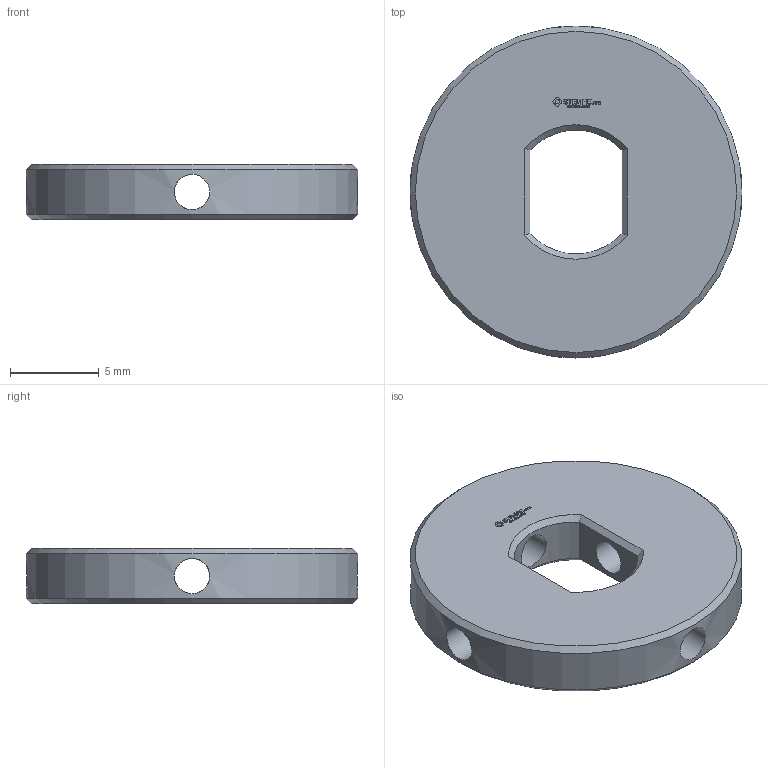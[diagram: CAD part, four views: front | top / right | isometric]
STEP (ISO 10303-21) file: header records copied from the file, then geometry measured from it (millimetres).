
FILE_DESCRIPTION(('FreeCAD Model'),'2;1');
FILE_NAME('Open CASCADE Shape Model','2024-03-12T23:25:45',(''),(''), 'Open CASCADE STEP processor 7.6','FreeCAD','Unknown');
FILE_SCHEMA(('AUTOMOTIVE_DESIGN { 1 0 10303 214 1 1 1 1 }'));
Length unit declared in the file: millimetre
Products named in the file (1): Shaft Collar IDX BU01.50x00.25 - SPN-SCL-0009 (stemfie.org)
Bounding box: 18.75 x 18.75 x 3.12 mm (x, y, z)
Volume: 673.9 mm3; surface area: 843.7 mm2
Topology: 1 solids, 1 shells, 515 faces, 1436 edges, 954 vertices
Faces by surface type: plane 292, extrusion 210, cylinder 7, cone 6
Full cylindrical faces by diameter (mm): 2 x4, 18.75 x1
Entity records: 16886 total; most frequent: CARTESIAN_POINT 4434, ORIENTED_EDGE 2872, DIRECTION 1852, EDGE_CURVE 1436, VECTOR 1196, LINE 986, VERTEX_POINT 954, B_SPLINE_CURVE_WITH_KNOTS 638
